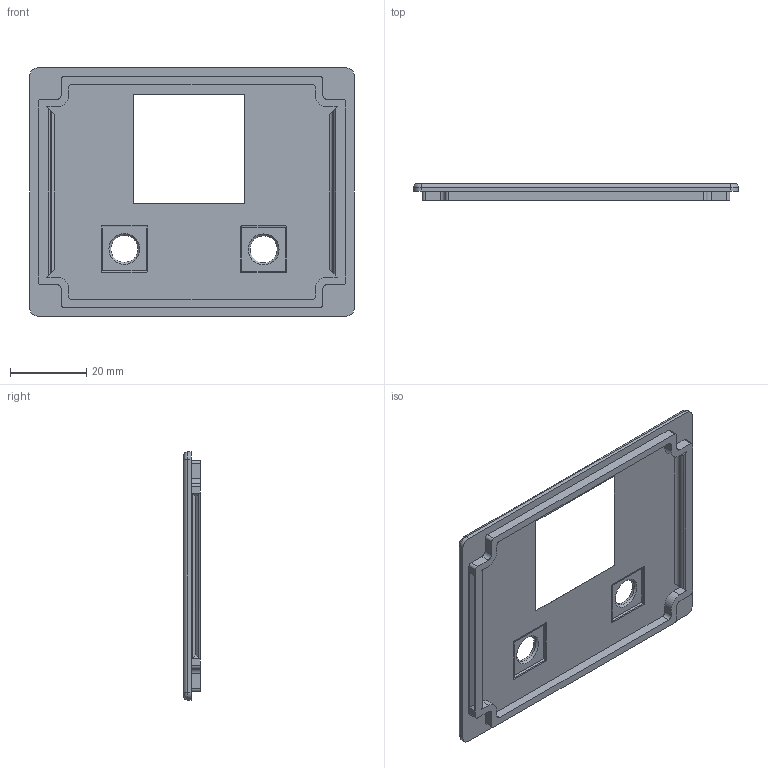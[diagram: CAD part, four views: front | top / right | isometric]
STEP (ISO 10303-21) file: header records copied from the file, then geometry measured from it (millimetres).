
FILE_DESCRIPTION(/* description */ (''),/* implementation_level */ '2;1');
FILE_NAME(/* name */ 'Lid.step',/* time_stamp */ '2024-10-19T11:58:01+01:00',/* author */ (''),/* organization */ (''),/* preprocessor_version */ 'ST-DEVELOPER v20',/* originating_system */ 'Autodesk Translation Framework v13.20.0.188',/* authorisation */ '');
FILE_SCHEMA (('AUTOMOTIVE_DESIGN { 1 0 10303 214 3 1 1 }'));
Length unit declared in the file: millimetre
Products named in the file (1): Lid
Bounding box: 85 x 4.4 x 65 mm (x, y, z)
Volume: 10239.4 mm3; surface area: 11177 mm2
Topology: 1 solids, 1 shells, 132 faces, 332 edges, 206 vertices
Faces by surface type: plane 66, cylinder 44, cone 10, sphere 8, bspline 4
Full cylindrical faces by diameter (mm): 7.1 x2
Entity records: 3979 total; most frequent: CARTESIAN_POINT 703, DIRECTION 700, ORIENTED_EDGE 664, EDGE_CURVE 332, AXIS2_PLACEMENT_3D 239, LINE 222, VECTOR 222, VERTEX_POINT 206
